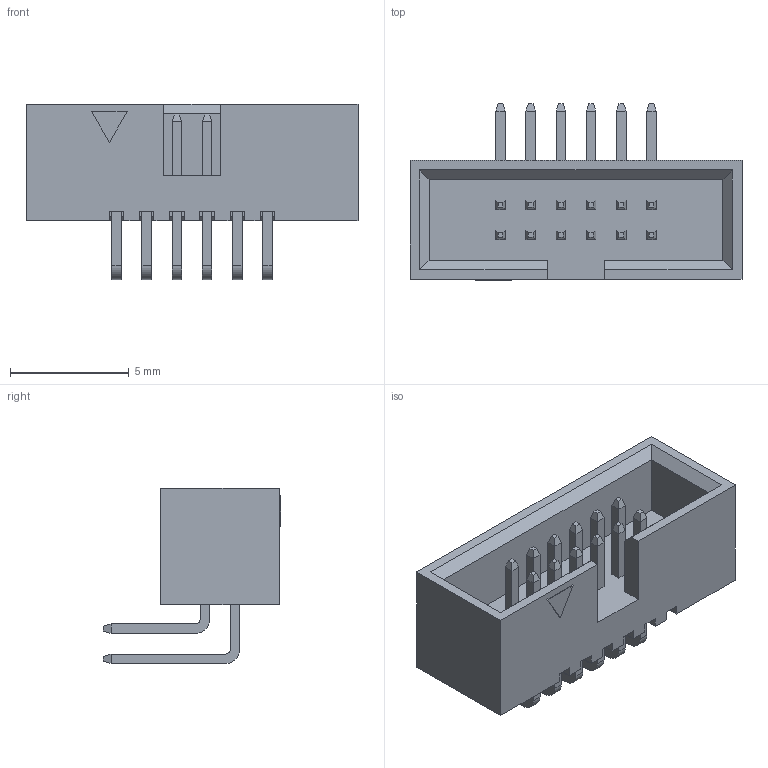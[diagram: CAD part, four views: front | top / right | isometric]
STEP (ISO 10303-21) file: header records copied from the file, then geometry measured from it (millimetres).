
FILE_DESCRIPTION(/* description */ ('Unknown'),/* implementation_level */ '2;1');
FILE_NAME(/* name */ '62701221721',/* time_stamp */ '2020-05-28T16:39:01+02:00',/* author */ ('Unknown'),/* organization */ ('Unknown'),/* preprocessor_version */ 'ST-DEVELOPER v16.7',/* originating_system */ 'DEX',/* authorisation */ $);
FILE_SCHEMA (('AUTOMOTIVE_DESIGN {1 0 10303 214 3 1 1}'));
Length unit declared in the file: millimetre
Products named in the file (4): 6270xx21721; 62701220621; 6270xx21721_Pin longue; 6270xx21721_Pin Courte
Assembly tree (13 placements, depth 2):
  6270xx21721
    62701220621
    6270xx21721_Pin longue  x6
    6270xx21721_Pin Courte  x6
Bounding box: 13.97 x 7.46 x 7.37 mm (x, y, z)
Volume: 219.1 mm3; surface area: 655.3 mm2
Topology: 13 solids, 13 shells, 371 faces, 944 edges, 588 vertices
Faces by surface type: plane 347, cylinder 24
Entity records: 7342 total; most frequent: CARTESIAN_POINT 1097, ORIENTED_EDGE 1088, DIRECTION 962, EDGE_CURVE 544, LINE 536, VECTOR 536, VERTEX_POINT 348, AXIS2_PLACEMENT_3D 213
